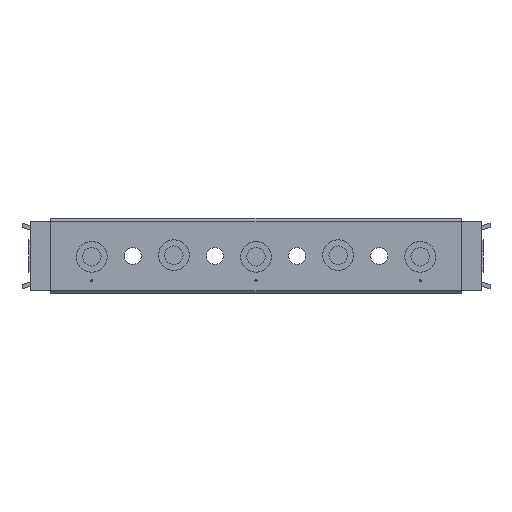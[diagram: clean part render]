
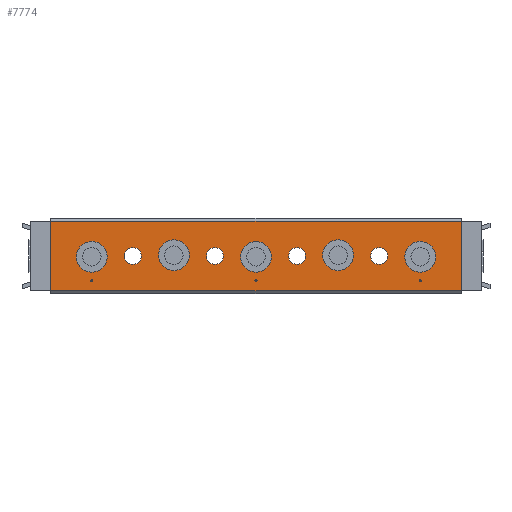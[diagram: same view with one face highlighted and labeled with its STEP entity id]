
A CAD part, front view. The second image highlights one B-rep face of the part: STEP entity #7774.
In plain terms, the highlighted planar face has unit normal (0, -1, 0).
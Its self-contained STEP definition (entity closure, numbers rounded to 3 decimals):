
#6258=CARTESIAN_POINT('',(-50.0,0.0,8.5));
#6259=VERTEX_POINT('',#6258);
#6266=CARTESIAN_POINT('',(50.0,0.0,8.5));
#6267=VERTEX_POINT('',#6266);
#6268=CARTESIAN_POINT('',(-50.0,0.0,8.5));
#6269=DIRECTION('',(1.0,0.0,0.0));
#6270=VECTOR('',#6269,100.0);
#6271=LINE('',#6268,#6270);
#6272=EDGE_CURVE('',#6259,#6267,#6271,.T.);
#6487=CARTESIAN_POINT('',(32.067,0.0,0.));
#6488=VERTEX_POINT('',#6487);
#6489=CARTESIAN_POINT('',(30.0,0.0,0.));
#6490=DIRECTION('',(0.0,1.0,0.0));
#6491=DIRECTION('',(1.0,0.0,0.0));
#6492=AXIS2_PLACEMENT_3D('',#6489,#6490,#6491);
#6493=CIRCLE('',#6492,2.067);
#6494=EDGE_CURVE('',#6488,#6488,#6493,.T.);
#6515=CARTESIAN_POINT('',(12.067,0.0,0.));
#6516=VERTEX_POINT('',#6515);
#6517=CARTESIAN_POINT('',(10.0,0.0,0.));
#6518=DIRECTION('',(0.0,1.0,0.0));
#6519=DIRECTION('',(1.0,0.0,0.0));
#6520=AXIS2_PLACEMENT_3D('',#6517,#6518,#6519);
#6521=CIRCLE('',#6520,2.067);
#6522=EDGE_CURVE('',#6516,#6516,#6521,.T.);
#6543=CARTESIAN_POINT('',(-7.933,0.0,0.));
#6544=VERTEX_POINT('',#6543);
#6545=CARTESIAN_POINT('',(-10.0,0.0,0.));
#6546=DIRECTION('',(0.0,1.0,0.0));
#6547=DIRECTION('',(1.0,0.0,0.0));
#6548=AXIS2_PLACEMENT_3D('',#6545,#6546,#6547);
#6549=CIRCLE('',#6548,2.067);
#6550=EDGE_CURVE('',#6544,#6544,#6549,.T.);
#6571=CARTESIAN_POINT('',(-27.933,0.0,0.));
#6572=VERTEX_POINT('',#6571);
#6573=CARTESIAN_POINT('',(-30.0,0.0,0.));
#6574=DIRECTION('',(0.0,1.0,0.0));
#6575=DIRECTION('',(1.0,0.0,0.0));
#6576=AXIS2_PLACEMENT_3D('',#6573,#6574,#6575);
#6577=CIRCLE('',#6576,2.067);
#6578=EDGE_CURVE('',#6572,#6572,#6577,.T.);
#6950=CARTESIAN_POINT('',(50.0,0.0,-8.5));
#6951=VERTEX_POINT('',#6950);
#6952=CARTESIAN_POINT('',(50.0,0.0,8.5));
#6953=DIRECTION('',(0.0,0.0,-1.0));
#6954=VECTOR('',#6953,17.);
#6955=LINE('',#6952,#6954);
#6956=EDGE_CURVE('',#6267,#6951,#6955,.T.);
#7122=CARTESIAN_POINT('',(23.75,0.0,0.2));
#7123=VERTEX_POINT('',#7122);
#7124=CARTESIAN_POINT('',(20.0,0.0,0.2));
#7125=DIRECTION('',(0.0,1.0,0.0));
#7126=DIRECTION('',(1.0,0.0,0.0));
#7127=AXIS2_PLACEMENT_3D('',#7124,#7125,#7126);
#7128=CIRCLE('',#7127,3.75);
#7129=EDGE_CURVE('',#7123,#7123,#7128,.T.);
#7222=CARTESIAN_POINT('',(-16.25,0.0,0.2));
#7223=VERTEX_POINT('',#7222);
#7224=CARTESIAN_POINT('',(-20.0,0.0,0.2));
#7225=DIRECTION('',(0.0,1.0,0.0));
#7226=DIRECTION('',(1.0,0.0,0.0));
#7227=AXIS2_PLACEMENT_3D('',#7224,#7225,#7226);
#7228=CIRCLE('',#7227,3.75);
#7229=EDGE_CURVE('',#7223,#7223,#7228,.T.);
#7271=CARTESIAN_POINT('',(40.25,0.0,-6.));
#7272=VERTEX_POINT('',#7271);
#7273=CARTESIAN_POINT('',(40.0,0.0,-6.));
#7274=DIRECTION('',(0.0,1.0,0.0));
#7275=DIRECTION('',(1.0,0.0,0.0));
#7276=AXIS2_PLACEMENT_3D('',#7273,#7274,#7275);
#7277=CIRCLE('',#7276,0.25);
#7278=EDGE_CURVE('',#7272,#7272,#7277,.T.);
#7359=CARTESIAN_POINT('',(43.75,0.0,-0.2));
#7360=VERTEX_POINT('',#7359);
#7361=CARTESIAN_POINT('',(40.0,0.0,-0.2));
#7362=DIRECTION('',(0.0,1.0,0.0));
#7363=DIRECTION('',(1.0,0.0,0.0));
#7364=AXIS2_PLACEMENT_3D('',#7361,#7362,#7363);
#7365=CIRCLE('',#7364,3.75);
#7366=EDGE_CURVE('',#7360,#7360,#7365,.T.);
#7408=CARTESIAN_POINT('',(0.25,0.0,-6.));
#7409=VERTEX_POINT('',#7408);
#7410=CARTESIAN_POINT('',(0.0,0.0,-6.));
#7411=DIRECTION('',(0.0,1.0,0.0));
#7412=DIRECTION('',(1.0,0.0,0.0));
#7413=AXIS2_PLACEMENT_3D('',#7410,#7411,#7412);
#7414=CIRCLE('',#7413,0.25);
#7415=EDGE_CURVE('',#7409,#7409,#7414,.T.);
#7496=CARTESIAN_POINT('',(3.75,0.0,-0.2));
#7497=VERTEX_POINT('',#7496);
#7498=CARTESIAN_POINT('',(0.0,0.0,-0.2));
#7499=DIRECTION('',(0.0,1.0,0.0));
#7500=DIRECTION('',(1.0,0.0,0.0));
#7501=AXIS2_PLACEMENT_3D('',#7498,#7499,#7500);
#7502=CIRCLE('',#7501,3.75);
#7503=EDGE_CURVE('',#7497,#7497,#7502,.T.);
#7545=CARTESIAN_POINT('',(-39.75,0.0,-6.));
#7546=VERTEX_POINT('',#7545);
#7547=CARTESIAN_POINT('',(-40.0,0.0,-6.));
#7548=DIRECTION('',(0.0,1.0,0.0));
#7549=DIRECTION('',(1.0,0.0,0.0));
#7550=AXIS2_PLACEMENT_3D('',#7547,#7548,#7549);
#7551=CIRCLE('',#7550,0.25);
#7552=EDGE_CURVE('',#7546,#7546,#7551,.T.);
#7633=CARTESIAN_POINT('',(-36.25,0.0,-0.2));
#7634=VERTEX_POINT('',#7633);
#7635=CARTESIAN_POINT('',(-40.0,0.0,-0.2));
#7636=DIRECTION('',(0.0,1.0,0.0));
#7637=DIRECTION('',(1.0,0.0,0.0));
#7638=AXIS2_PLACEMENT_3D('',#7635,#7636,#7637);
#7639=CIRCLE('',#7638,3.75);
#7640=EDGE_CURVE('',#7634,#7634,#7639,.T.);
#7671=CARTESIAN_POINT('',(-50.0,0.0,-8.5));
#7672=VERTEX_POINT('',#7671);
#7679=CARTESIAN_POINT('',(-50.0,0.0,-8.5));
#7680=DIRECTION('',(0.0,0.0,1.0));
#7681=VECTOR('',#7680,17.0);
#7682=LINE('',#7679,#7681);
#7683=EDGE_CURVE('',#7672,#6259,#7682,.T.);
#7702=CARTESIAN_POINT('',(50.0,0.0,-8.5));
#7703=DIRECTION('',(-1.0,0.0,0.0));
#7704=VECTOR('',#7703,100.0);
#7705=LINE('',#7702,#7704);
#7706=EDGE_CURVE('',#6951,#7672,#7705,.T.);
#7727=CARTESIAN_POINT('',(0.,0.0,0.));
#7728=DIRECTION('',(0.0,1.0,0.0));
#7729=DIRECTION('',(0.0,0.0,1.0));
#7730=AXIS2_PLACEMENT_3D('',#7727,#7728,#7729);
#7731=PLANE('',#7730);
#7732=ORIENTED_EDGE('',*,*,#6272,.F.);
#7733=ORIENTED_EDGE('',*,*,#7683,.F.);
#7734=ORIENTED_EDGE('',*,*,#7706,.F.);
#7735=ORIENTED_EDGE('',*,*,#6956,.F.);
#7736=EDGE_LOOP('',(#7732,#7733,#7734,#7735));
#7737=FACE_OUTER_BOUND('',#7736,.T.);
#7738=ORIENTED_EDGE('',*,*,#6494,.T.);
#7739=EDGE_LOOP('',(#7738));
#7740=FACE_BOUND('',#7739,.T.);
#7741=ORIENTED_EDGE('',*,*,#6522,.T.);
#7742=EDGE_LOOP('',(#7741));
#7743=FACE_BOUND('',#7742,.T.);
#7744=ORIENTED_EDGE('',*,*,#6550,.T.);
#7745=EDGE_LOOP('',(#7744));
#7746=FACE_BOUND('',#7745,.T.);
#7747=ORIENTED_EDGE('',*,*,#6578,.T.);
#7748=EDGE_LOOP('',(#7747));
#7749=FACE_BOUND('',#7748,.T.);
#7750=ORIENTED_EDGE('',*,*,#7129,.T.);
#7751=EDGE_LOOP('',(#7750));
#7752=FACE_BOUND('',#7751,.T.);
#7753=ORIENTED_EDGE('',*,*,#7229,.T.);
#7754=EDGE_LOOP('',(#7753));
#7755=FACE_BOUND('',#7754,.T.);
#7756=ORIENTED_EDGE('',*,*,#7278,.T.);
#7757=EDGE_LOOP('',(#7756));
#7758=FACE_BOUND('',#7757,.T.);
#7759=ORIENTED_EDGE('',*,*,#7366,.T.);
#7760=EDGE_LOOP('',(#7759));
#7761=FACE_BOUND('',#7760,.T.);
#7762=ORIENTED_EDGE('',*,*,#7415,.T.);
#7763=EDGE_LOOP('',(#7762));
#7764=FACE_BOUND('',#7763,.T.);
#7765=ORIENTED_EDGE('',*,*,#7503,.T.);
#7766=EDGE_LOOP('',(#7765));
#7767=FACE_BOUND('',#7766,.T.);
#7768=ORIENTED_EDGE('',*,*,#7552,.T.);
#7769=EDGE_LOOP('',(#7768));
#7770=FACE_BOUND('',#7769,.T.);
#7771=ORIENTED_EDGE('',*,*,#7640,.T.);
#7772=EDGE_LOOP('',(#7771));
#7773=FACE_BOUND('',#7772,.T.);
#7774=ADVANCED_FACE('',(#7737,#7740,#7743,#7746,#7749,#7752,#7755,#7758,#7761,#7764,#7767,#7770,#7773),#7731,.F.);
